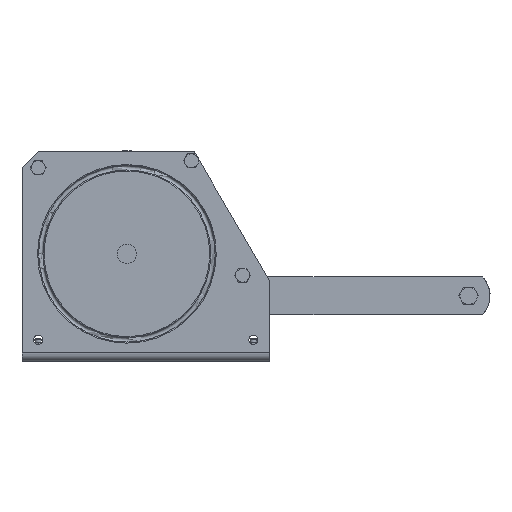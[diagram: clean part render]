
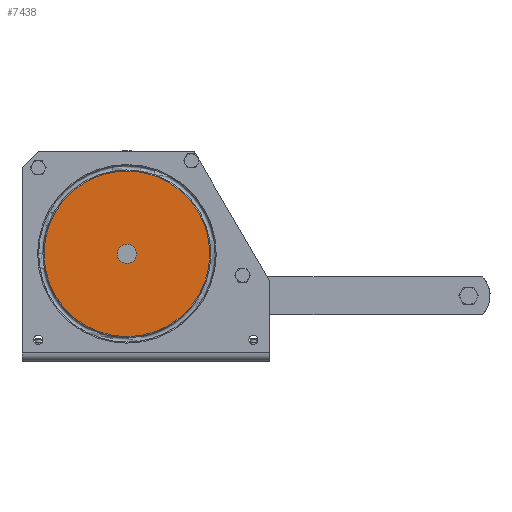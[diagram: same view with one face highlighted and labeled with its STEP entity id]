
A CAD part, left-side view. The second image highlights one B-rep face of the part: STEP entity #7438.
In plain terms, the highlighted face is planar.
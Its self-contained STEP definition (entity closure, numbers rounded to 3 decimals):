
#7438=ADVANCED_FACE('',(#11641,#11642),#11643,.F.);
#11641=FACE_OUTER_BOUND('',#18053,.T.);
#11642=FACE_BOUND('',#18054,.T.);
#11643=PLANE('',#18055);
#18053=EDGE_LOOP('',(#26340));
#18054=EDGE_LOOP('',(#26341));
#18055=AXIS2_PLACEMENT_3D('',#26342,#26343,#26344);
#26340=ORIENTED_EDGE('',*,*,#30751,.T.);
#26341=ORIENTED_EDGE('',*,*,#28508,.T.);
#26342=CARTESIAN_POINT('',(-27.468,-260.918,76.5));
#26343=DIRECTION('',(-1.,0.,0.));
#26344=DIRECTION('',(0.,0.,1.));
#28508=EDGE_CURVE('',#33153,#33153,#33154,.T.);
#30751=EDGE_CURVE('',#36551,#36551,#36552,.T.);
#33153=VERTEX_POINT('',#44718);
#33154=CIRCLE('',#44719,9.);
#36551=VERTEX_POINT('',#58079);
#36552=CIRCLE('',#58080,77.);
#44718=CARTESIAN_POINT('',(-27.468,-260.918,-9.));
#44719=AXIS2_PLACEMENT_3D('',#60781,#60782,#60783);
#58079=CARTESIAN_POINT('',(-27.468,-260.918,-77.));
#58080=AXIS2_PLACEMENT_3D('',#62288,#62289,#62290);
#60781=CARTESIAN_POINT('',(-27.468,-260.918,0.));
#60782=DIRECTION('',(-1.,0.,0.));
#60783=DIRECTION('',(0.,0.,-1.));
#62288=CARTESIAN_POINT('',(-27.468,-260.918,0.));
#62289=DIRECTION('',(1.,0.,0.));
#62290=DIRECTION('',(0.,0.,-1.));
